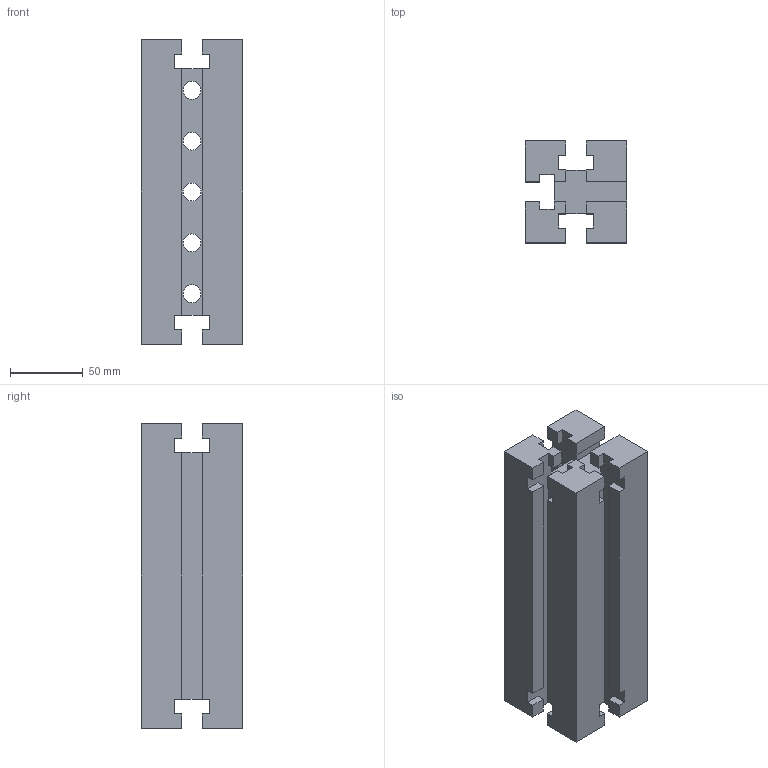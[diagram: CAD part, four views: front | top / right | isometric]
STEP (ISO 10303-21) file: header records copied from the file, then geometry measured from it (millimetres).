
FILE_DESCRIPTION(('STEP AP214'),'1');
FILE_NAME('halderv_eh_1210_300.stp','2014-10-14T05:13:08',('TraceParts'),('TraceParts S.A.'),'XStep 1.0',' ',' ');
FILE_SCHEMA(('automotive_design'));
Length unit declared in the file: millimetre
Products named in the file (1): 1
Bounding box: 70 x 70 x 210 mm (x, y, z)
Volume: 716613.9 mm3; surface area: 112123.1 mm2
Topology: 1 solids, 1 shells, 151 faces, 432 edges, 286 vertices
Faces by surface type: plane 129, cylinder 16, cone 6
Entity records: 9698 total; most frequent: STYLED_ITEM 870, PRESENTATION_STYLE_ASSIGNMENT 870, CARTESIAN_POINT 870, COLOUR_RGB 870, ORIENTED_EDGE 864, DIRECTION 774, EDGE_CURVE 432, CURVE_STYLE 432
